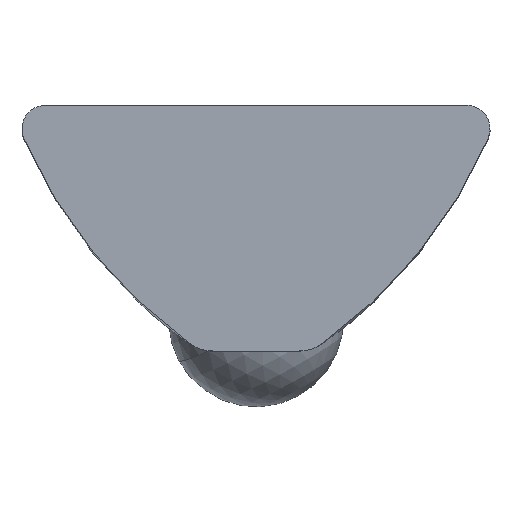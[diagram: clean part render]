
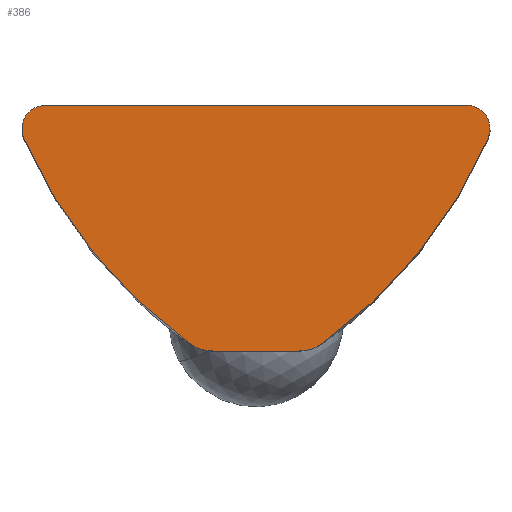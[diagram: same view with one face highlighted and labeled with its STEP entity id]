
A CAD part, top view. The second image highlights one B-rep face of the part: STEP entity #386.
In plain terms, the highlighted planar face has unit normal (0, 0, 1).
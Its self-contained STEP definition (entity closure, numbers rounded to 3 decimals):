
#6 = CIRCLE ( 'NONE', #848, 0.4 ) ;
#11 = EDGE_CURVE ( 'NONE', #524, #827, #362, .T. ) ;
#39 = CARTESIAN_POINT ( 'NONE',  ( -3.828, 2.83, 6. ) ) ;
#53 = EDGE_CURVE ( 'NONE', #726, #240, #679, .T. ) ;
#62 = AXIS2_PLACEMENT_3D ( 'NONE', #817, #297, #139 ) ;
#66 = DIRECTION ( 'NONE',  ( 0., 0., 1. ) ) ;
#77 = VERTEX_POINT ( 'NONE', #674 ) ;
#119 = ORIENTED_EDGE ( 'NONE', *, *, #636, .T. ) ;
#127 = DIRECTION ( 'NONE',  ( -1., 0., 0. ) ) ;
#139 = DIRECTION ( 'NONE',  ( -1., 0., 0. ) ) ;
#142 = CIRCLE ( 'NONE', #62, 0.4 ) ;
#157 = PLANE ( 'NONE',  #458 ) ;
#175 = EDGE_CURVE ( 'NONE', #77, #726, #422, .T. ) ;
#176 = AXIS2_PLACEMENT_3D ( 'NONE', #756, #511, #513 ) ;
#177 = CARTESIAN_POINT ( 'NONE',  ( -3.6, -0.4, 6. ) ) ;
#189 = CARTESIAN_POINT ( 'NONE',  ( -0.73, -4.2, 6. ) ) ;
#197 = CARTESIAN_POINT ( 'NONE',  ( -1.139, -4.068, 6. ) ) ;
#209 = CARTESIAN_POINT ( 'NONE',  ( -0.73, -3.5, 6. ) ) ;
#223 = DIRECTION ( 'NONE',  ( -1., 0., 0. ) ) ;
#234 = CIRCLE ( 'NONE', #176, 8.5 ) ;
#240 = VERTEX_POINT ( 'NONE', #602 ) ;
#245 = VECTOR ( 'NONE', #532, 1000. ) ;
#264 = CARTESIAN_POINT ( 'NONE',  ( 0.73, -4.2, 6. ) ) ;
#270 = CARTESIAN_POINT ( 'NONE',  ( 3.6, -0.4, 6. ) ) ;
#281 = ORIENTED_EDGE ( 'NONE', *, *, #853, .T. ) ;
#293 = VECTOR ( 'NONE', #728, 1000. ) ;
#297 = DIRECTION ( 'NONE',  ( 0., 0., 1. ) ) ;
#299 = CIRCLE ( 'NONE', #677, 0.7 ) ;
#314 = CARTESIAN_POINT ( 'NONE',  ( 1.139, -4.068, 6. ) ) ;
#332 = EDGE_CURVE ( 'NONE', #240, #356, #142, .T. ) ;
#338 = DIRECTION ( 'NONE',  ( -1., 0., 0. ) ) ;
#344 = DIRECTION ( 'NONE',  ( -1., 0., 0. ) ) ;
#345 = EDGE_CURVE ( 'NONE', #356, #827, #234, .T. ) ;
#347 = DIRECTION ( 'NONE',  ( 0., 0., 1. ) ) ;
#356 = VERTEX_POINT ( 'NONE', #899 ) ;
#362 = CIRCLE ( 'NONE', #779, 0.7 ) ;
#371 = CARTESIAN_POINT ( 'NONE',  ( -3.6, -0.4, 6. ) ) ;
#386 = ADVANCED_FACE ( 'NONE', ( #948 ), #157, .T. ) ;
#394 = EDGE_CURVE ( 'NONE', #620, #639, #299, .T. ) ;
#395 = ORIENTED_EDGE ( 'NONE', *, *, #668, .T. ) ;
#407 = CIRCLE ( 'NONE', #427, 8.5 ) ;
#421 = CARTESIAN_POINT ( 'NONE',  ( -3.6, 0., 6. ) ) ;
#422 = LINE ( 'NONE', #540, #245 ) ;
#427 = AXIS2_PLACEMENT_3D ( 'NONE', #39, #727, #338 ) ;
#448 = ORIENTED_EDGE ( 'NONE', *, *, #175, .T. ) ;
#452 = DIRECTION ( 'NONE',  ( 1., 0., 0. ) ) ;
#458 = AXIS2_PLACEMENT_3D ( 'NONE', #177, #543, #452 ) ;
#468 = ORIENTED_EDGE ( 'NONE', *, *, #332, .T. ) ;
#482 = VERTEX_POINT ( 'NONE', #768 ) ;
#491 = CARTESIAN_POINT ( 'NONE',  ( -3.6, -4.2, 6. ) ) ;
#500 = EDGE_LOOP ( 'NONE', ( #448, #941, #468, #550, #838, #119, #729, #281, #395 ) ) ;
#511 = DIRECTION ( 'NONE',  ( 0., 0., 1. ) ) ;
#513 = DIRECTION ( 'NONE',  ( -1., 0., 0. ) ) ;
#524 = VERTEX_POINT ( 'NONE', #189 ) ;
#532 = DIRECTION ( 'NONE',  ( -1., 0., 0. ) ) ;
#534 = DIRECTION ( 'NONE',  ( -1., 0., 0. ) ) ;
#540 = CARTESIAN_POINT ( 'NONE',  ( -2.45, 0., 6. ) ) ;
#543 = DIRECTION ( 'NONE',  ( 0., 0., 1. ) ) ;
#550 = ORIENTED_EDGE ( 'NONE', *, *, #345, .T. ) ;
#602 = CARTESIAN_POINT ( 'NONE',  ( -4., -0.4, 6. ) ) ;
#619 = DIRECTION ( 'NONE',  ( 0., 0., -1. ) ) ;
#620 = VERTEX_POINT ( 'NONE', #314 ) ;
#624 = CARTESIAN_POINT ( 'NONE',  ( 0.73, -3.5, 6. ) ) ;
#636 = EDGE_CURVE ( 'NONE', #524, #639, #812, .T. ) ;
#639 = VERTEX_POINT ( 'NONE', #264 ) ;
#668 = EDGE_CURVE ( 'NONE', #482, #77, #6, .T. ) ;
#674 = CARTESIAN_POINT ( 'NONE',  ( 3.6, 0., 6. ) ) ;
#677 = AXIS2_PLACEMENT_3D ( 'NONE', #624, #619, #534 ) ;
#679 = CIRCLE ( 'NONE', #984, 0.4 ) ;
#726 = VERTEX_POINT ( 'NONE', #421 ) ;
#727 = DIRECTION ( 'NONE',  ( 0., 0., 1. ) ) ;
#728 = DIRECTION ( 'NONE',  ( 1., 0., 0. ) ) ;
#729 = ORIENTED_EDGE ( 'NONE', *, *, #394, .F. ) ;
#734 = DIRECTION ( 'NONE',  ( 0., 0., -1. ) ) ;
#756 = CARTESIAN_POINT ( 'NONE',  ( 3.828, 2.83, 6. ) ) ;
#768 = CARTESIAN_POINT ( 'NONE',  ( 3.967, -0.559, 6. ) ) ;
#779 = AXIS2_PLACEMENT_3D ( 'NONE', #209, #734, #127 ) ;
#812 = LINE ( 'NONE', #491, #293 ) ;
#817 = CARTESIAN_POINT ( 'NONE',  ( -3.6, -0.4, 6. ) ) ;
#827 = VERTEX_POINT ( 'NONE', #197 ) ;
#838 = ORIENTED_EDGE ( 'NONE', *, *, #11, .F. ) ;
#848 = AXIS2_PLACEMENT_3D ( 'NONE', #270, #347, #344 ) ;
#853 = EDGE_CURVE ( 'NONE', #620, #482, #407, .T. ) ;
#899 = CARTESIAN_POINT ( 'NONE',  ( -3.967, -0.559, 6. ) ) ;
#941 = ORIENTED_EDGE ( 'NONE', *, *, #53, .T. ) ;
#948 = FACE_OUTER_BOUND ( 'NONE', #500, .T. ) ;
#984 = AXIS2_PLACEMENT_3D ( 'NONE', #371, #66, #223 ) ;
